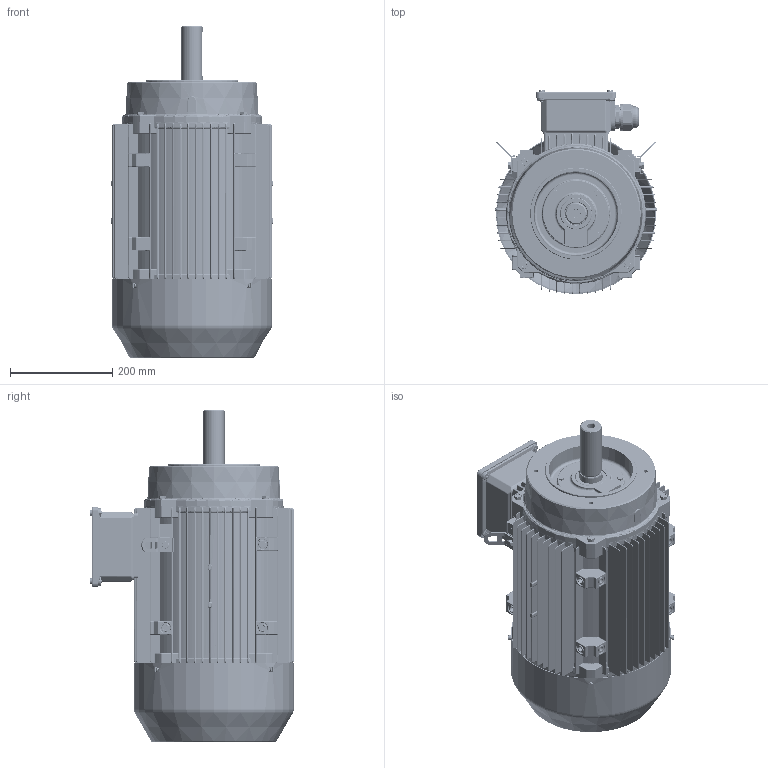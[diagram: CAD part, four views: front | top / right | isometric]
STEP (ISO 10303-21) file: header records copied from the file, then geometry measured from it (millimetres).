
FILE_DESCRIPTION(/* description */ (''),/* implementation_level */ '2;1');
FILE_NAME(/* name */ 'JL-160L-B14A.stp',/* time_stamp */ '2018-12-30T15:39:12+08:00',/* author */ (''),/* organization */ (''),/* preprocessor_version */ 'ST-DEVELOPER v16.7',/* originating_system */ 'SIEMENS PLM Software NX 12.0',/* authorisation */ '');
FILE_SCHEMA (('AP203_CONFIGURATION_CONTROLLED_3D_DESIGN_OF_MECHANICAL_PARTS_AND_ASSEMBLIES_MIM_LF { 1 0 10303 403 2 1 2}'));
Products named in the file (1): JL-160L-B14A
Bounding box: 316 x 399.71 x 650.91 mm (x, y, z)
Volume: 7558521.4 mm3; surface area: 2687624.7 mm2
Topology: 62 solids, 62 shells, 8540 faces, 22067 edges, 13899 vertices
Faces by surface type: plane 3853, cylinder 2086, bspline 1277, torus 815, cone 271, sphere 238
Full cylindrical faces by diameter (mm): 4.48 x5, 5 x7, 5.3 x5, 5.35 x4, 6 x4, 7.188 x8, 8 x11, 8.58 x2, 9.1 x8, 10 x9, 12.1 x2, 14.785 x2, 16 x1, 18 x2, 27.5 x2, 32.5 x4, 38.75 x12, 40 x4, 41.25 x12, 43.125 x2, 45 x2, 53.125 x2, 62 x2, 100.01 x1, 132 x1, 180 x1, 260 x1, 263 x3, 311.02 x1, 314.02 x1
Entity records: 318227 total; most frequent: CARTESIAN_POINT 123030, ORIENTED_EDGE 43410, DIRECTION 35856, EDGE_CURVE 21705, VERTEX_POINT 13768, AXIS2_PLACEMENT_3D 12046, LINE 11764, VECTOR 11764
